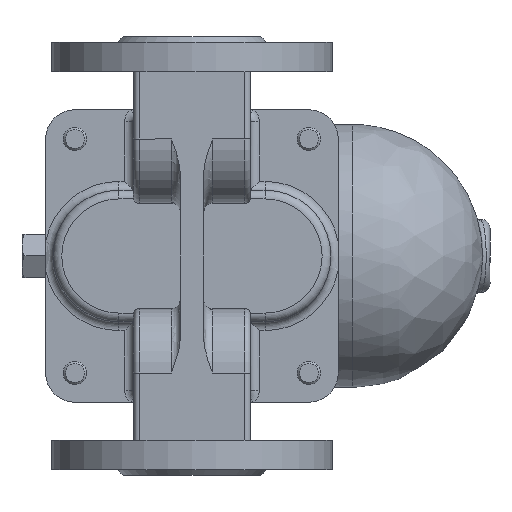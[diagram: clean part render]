
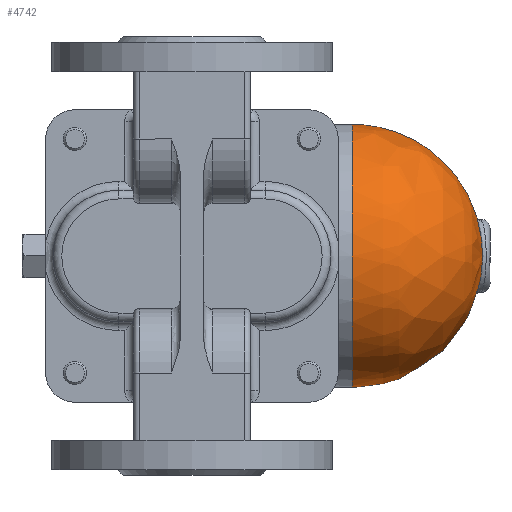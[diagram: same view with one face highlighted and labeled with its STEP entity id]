
A CAD part, front view. The second image highlights one B-rep face of the part: STEP entity #4742.
In plain terms, the highlighted free-form (B-spline) face has degree [2, 2] with [3, 9] control points.
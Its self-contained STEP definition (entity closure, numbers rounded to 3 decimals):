
#45=(
BOUNDED_CURVE()
B_SPLINE_CURVE(2,(#8162,#8163,#8164),.UNSPECIFIED.,.F.,.F.)
B_SPLINE_CURVE_WITH_KNOTS((3,3),(-1.427,0.),.UNSPECIFIED.)
CURVE()
GEOMETRIC_REPRESENTATION_ITEM()
RATIONAL_B_SPLINE_CURVE((0.957,0.737,1.))
REPRESENTATION_ITEM('')
);
#136=(
BOUNDED_SURFACE()
B_SPLINE_SURFACE(2,2,((#8134,#8135,#8136,#8137,#8138,#8139,#8140,#8141,
#8142),(#8143,#8144,#8145,#8146,#8147,#8148,#8149,#8150,#8151),(#8152,#8153,
#8154,#8155,#8156,#8157,#8158,#8159,#8160)),.UNSPECIFIED.,.F.,.T.,.F.)
B_SPLINE_SURFACE_WITH_KNOTS((3,3),(3,2,2,2,3),(0.,1.552),(-3.142,
-1.571,0.,1.571,3.142),.UNSPECIFIED.)
GEOMETRIC_REPRESENTATION_ITEM()
RATIONAL_B_SPLINE_SURFACE(((1.,0.707,1.,0.707,1.,
0.707,1.,0.707,1.),(0.714,0.505,
0.714,0.505,0.714,0.505,
0.714,0.505,0.714),(1.,0.707,
1.,0.707,1.,0.707,1.,0.707,1.)))
REPRESENTATION_ITEM('')
SURFACE()
);
#1117=FACE_OUTER_BOUND('',#1422,.T.);
#1422=EDGE_LOOP('',(#3697,#3698,#3699,#3700,#3701,#3702,#3703));
#1596=B_SPLINE_CURVE_WITH_KNOTS('',3,(#8015,#8016,#8017,#8018,#8019,#8020,
#8021,#8022,#8023,#8024),.UNSPECIFIED.,.F.,.F.,(4,1,1,1,1,1,1,4),(-5.673,
-4.863,-4.052,-3.242,-2.431,
-1.621,-0.81,0.),.UNSPECIFIED.);
#1598=B_SPLINE_CURVE_WITH_KNOTS('',3,(#8098,#8099,#8100,#8101,#8102,#8103),
 .UNSPECIFIED.,.F.,.F.,(4,1,1,4),(-4.141,-3.55,-2.958,
-2.779),.UNSPECIFIED.);
#1599=B_SPLINE_CURVE_WITH_KNOTS('',3,(#8104,#8105,#8106,#8107,#8108,#8109,
#8110,#8111,#8112,#8113),.UNSPECIFIED.,.F.,.F.,(4,1,1,1,1,1,1,4),(-2.778,
-2.366,-2.071,-1.775,-1.479,-1.183,
-0.592,0.),.UNSPECIFIED.);
#1819=CIRCLE('',#5272,45.);
#1820=CIRCLE('',#5273,45.);
#2122=VERTEX_POINT('',#8012);
#2123=VERTEX_POINT('',#8014);
#2125=VERTEX_POINT('',#8097);
#2128=VERTEX_POINT('',#8161);
#2129=VERTEX_POINT('',#8165);
#2674=EDGE_CURVE('',#2122,#2123,#1596,.T.);
#2677=EDGE_CURVE('',#2123,#2125,#1598,.T.);
#2678=EDGE_CURVE('',#2125,#2122,#1599,.T.);
#2684=EDGE_CURVE('',#2125,#2128,#45,.T.);
#2685=EDGE_CURVE('',#2128,#2129,#1819,.T.);
#2686=EDGE_CURVE('',#2129,#2128,#1820,.T.);
#3697=ORIENTED_EDGE('',*,*,#2674,.F.);
#3698=ORIENTED_EDGE('',*,*,#2678,.F.);
#3699=ORIENTED_EDGE('',*,*,#2684,.T.);
#3700=ORIENTED_EDGE('',*,*,#2685,.T.);
#3701=ORIENTED_EDGE('',*,*,#2686,.T.);
#3702=ORIENTED_EDGE('',*,*,#2684,.F.);
#3703=ORIENTED_EDGE('',*,*,#2677,.F.);
#4742=ADVANCED_FACE('',(#1117),#136,.F.);
#5272=AXIS2_PLACEMENT_3D('',#8166,#6266,#6267);
#5273=AXIS2_PLACEMENT_3D('',#8167,#6268,#6269);
#6266=DIRECTION('center_axis',(1.,0.,0.));
#6267=DIRECTION('ref_axis',(0.,-1.,0.));
#6268=DIRECTION('center_axis',(1.,0.,0.));
#6269=DIRECTION('ref_axis',(0.,-1.,0.));
#8012=CARTESIAN_POINT('',(96.112,108.663,-14.219));
#8014=CARTESIAN_POINT('',(96.112,108.663,14.219));
#8015=CARTESIAN_POINT('Ctrl Pts',(96.112,108.663,-14.219));
#8016=CARTESIAN_POINT('Ctrl Pts',(95.428,111.048,-14.733));
#8017=CARTESIAN_POINT('Ctrl Pts',(93.951,116.042,-14.536));
#8018=CARTESIAN_POINT('Ctrl Pts',(91.908,122.536,-10.673));
#8019=CARTESIAN_POINT('Ctrl Pts',(90.615,126.43,-3.95));
#8020=CARTESIAN_POINT('Ctrl Pts',(90.613,126.435,3.953));
#8021=CARTESIAN_POINT('Ctrl Pts',(91.908,122.536,10.671));
#8022=CARTESIAN_POINT('Ctrl Pts',(93.951,116.043,14.535));
#8023=CARTESIAN_POINT('Ctrl Pts',(95.428,111.048,14.733));
#8024=CARTESIAN_POINT('Ctrl Pts',(96.112,108.663,14.219));
#8097=CARTESIAN_POINT('',(98.849,99.5,6.464));
#8098=CARTESIAN_POINT('Ctrl Pts',(96.112,108.663,14.219));
#8099=CARTESIAN_POINT('Ctrl Pts',(96.611,106.923,13.843));
#8100=CARTESIAN_POINT('Ctrl Pts',(97.587,103.612,12.314));
#8101=CARTESIAN_POINT('Ctrl Pts',(98.447,100.806,9.094));
#8102=CARTESIAN_POINT('Ctrl Pts',(98.78,99.726,6.974));
#8103=CARTESIAN_POINT('Ctrl Pts',(98.849,99.502,6.467));
#8104=CARTESIAN_POINT('Ctrl Pts',(98.849,99.5,6.464));
#8105=CARTESIAN_POINT('Ctrl Pts',(99.007,98.985,5.299));
#8106=CARTESIAN_POINT('Ctrl Pts',(99.199,98.347,3.177));
#8107=CARTESIAN_POINT('Ctrl Pts',(99.259,98.028,0.002));
#8108=CARTESIAN_POINT('Ctrl Pts',(99.206,98.307,-2.813));
#8109=CARTESIAN_POINT('Ctrl Pts',(98.996,99.018,-5.482));
#8110=CARTESIAN_POINT('Ctrl Pts',(98.521,100.57,-8.829));
#8111=CARTESIAN_POINT('Ctrl Pts',(97.587,103.608,-12.307));
#8112=CARTESIAN_POINT('Ctrl Pts',(96.611,106.923,-13.843));
#8113=CARTESIAN_POINT('Ctrl Pts',(96.112,108.663,-14.219));
#8134=CARTESIAN_POINT('Ctrl Pts',(54.75,99.5,45.));
#8135=CARTESIAN_POINT('Ctrl Pts',(54.75,54.5,45.));
#8136=CARTESIAN_POINT('Ctrl Pts',(54.75,54.5,0.));
#8137=CARTESIAN_POINT('Ctrl Pts',(54.75,54.5,-45.));
#8138=CARTESIAN_POINT('Ctrl Pts',(54.75,99.5,-45.));
#8139=CARTESIAN_POINT('Ctrl Pts',(54.75,144.5,-45.));
#8140=CARTESIAN_POINT('Ctrl Pts',(54.75,144.5,0.));
#8141=CARTESIAN_POINT('Ctrl Pts',(54.75,144.5,45.));
#8142=CARTESIAN_POINT('Ctrl Pts',(54.75,99.5,45.));
#8143=CARTESIAN_POINT('Ctrl Pts',(98.442,99.5,45.));
#8144=CARTESIAN_POINT('Ctrl Pts',(98.442,54.5,45.));
#8145=CARTESIAN_POINT('Ctrl Pts',(98.442,54.5,0.));
#8146=CARTESIAN_POINT('Ctrl Pts',(98.442,54.5,-45.));
#8147=CARTESIAN_POINT('Ctrl Pts',(98.442,99.5,-45.));
#8148=CARTESIAN_POINT('Ctrl Pts',(98.442,144.5,-45.));
#8149=CARTESIAN_POINT('Ctrl Pts',(98.442,144.5,0.));
#8150=CARTESIAN_POINT('Ctrl Pts',(98.442,144.5,45.));
#8151=CARTESIAN_POINT('Ctrl Pts',(98.442,99.5,45.));
#8152=CARTESIAN_POINT('Ctrl Pts',(99.243,99.5,1.316));
#8153=CARTESIAN_POINT('Ctrl Pts',(99.243,98.184,1.316));
#8154=CARTESIAN_POINT('Ctrl Pts',(99.243,98.184,0.));
#8155=CARTESIAN_POINT('Ctrl Pts',(99.243,98.184,-1.316));
#8156=CARTESIAN_POINT('Ctrl Pts',(99.243,99.5,-1.316));
#8157=CARTESIAN_POINT('Ctrl Pts',(99.243,100.816,-1.316));
#8158=CARTESIAN_POINT('Ctrl Pts',(99.243,100.816,0.));
#8159=CARTESIAN_POINT('Ctrl Pts',(99.243,100.816,1.316));
#8160=CARTESIAN_POINT('Ctrl Pts',(99.243,99.5,1.316));
#8161=CARTESIAN_POINT('',(54.75,99.5,45.));
#8162=CARTESIAN_POINT('Ctrl Pts',(98.849,99.5,6.464));
#8163=CARTESIAN_POINT('Ctrl Pts',(93.637,99.5,45.));
#8164=CARTESIAN_POINT('Ctrl Pts',(54.75,99.5,45.));
#8165=CARTESIAN_POINT('',(54.75,54.5,0.));
#8166=CARTESIAN_POINT('Origin',(54.75,99.5,0.));
#8167=CARTESIAN_POINT('Origin',(54.75,99.5,0.));
